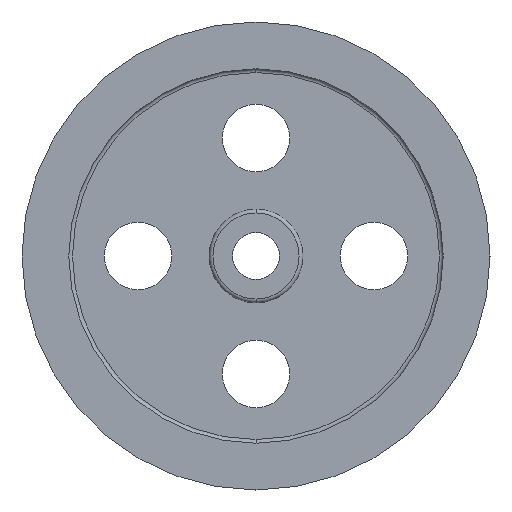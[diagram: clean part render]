
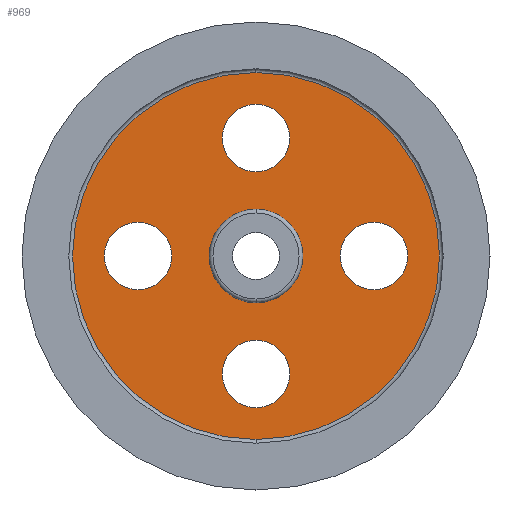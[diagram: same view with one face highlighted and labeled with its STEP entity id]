
A CAD part, left-side view. The second image highlights one B-rep face of the part: STEP entity #969.
In plain terms, the highlighted planar face has unit normal (-1, 0, 0).
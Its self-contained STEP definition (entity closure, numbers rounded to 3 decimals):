
#10 = CARTESIAN_POINT ( 'NONE',  ( -13., 0., -25. ) ) ;
#30 = CARTESIAN_POINT ( 'NONE',  ( -13., 63., 0. ) ) ;
#32 = AXIS2_PLACEMENT_3D ( 'NONE', #828, #596, #1586 ) ;
#35 = CARTESIAN_POINT ( 'NONE',  ( -13., -63., 18. ) ) ;
#50 = FACE_BOUND ( 'NONE', #816, .T. ) ;
#57 = CARTESIAN_POINT ( 'NONE',  ( -13., 0., 0. ) ) ;
#76 = EDGE_CURVE ( 'NONE', #572, #1108, #981, .T. ) ;
#110 = CIRCLE ( 'NONE', #1035, 98. ) ;
#122 = EDGE_CURVE ( 'NONE', #714, #1170, #824, .T. ) ;
#132 = DIRECTION ( 'NONE',  ( -1., 0., 0. ) ) ;
#155 = AXIS2_PLACEMENT_3D ( 'NONE', #30, #423, #409 ) ;
#206 = EDGE_LOOP ( 'NONE', ( #1196, #445 ) ) ;
#217 = FACE_BOUND ( 'NONE', #947, .T. ) ;
#231 = DIRECTION ( 'NONE',  ( 0., 0., 1. ) ) ;
#237 = CIRCLE ( 'NONE', #829, 98. ) ;
#240 = AXIS2_PLACEMENT_3D ( 'NONE', #1403, #530, #438 ) ;
#298 = DIRECTION ( 'NONE',  ( 0., 0., -1. ) ) ;
#315 = EDGE_CURVE ( 'NONE', #350, #1429, #1086, .T. ) ;
#319 = DIRECTION ( 'NONE',  ( -1., 0., 0. ) ) ;
#337 = AXIS2_PLACEMENT_3D ( 'NONE', #416, #550, #1054 ) ;
#350 = VERTEX_POINT ( 'NONE', #658 ) ;
#351 = ORIENTED_EDGE ( 'NONE', *, *, #76, .F. ) ;
#352 = CARTESIAN_POINT ( 'NONE',  ( -13., 0., 63. ) ) ;
#366 = AXIS2_PLACEMENT_3D ( 'NONE', #352, #863, #231 ) ;
#402 = ORIENTED_EDGE ( 'NONE', *, *, #868, .T. ) ;
#405 = EDGE_CURVE ( 'NONE', #631, #532, #237, .T. ) ;
#409 = DIRECTION ( 'NONE',  ( 0., 0., 1. ) ) ;
#416 = CARTESIAN_POINT ( 'NONE',  ( -13., 0., -63. ) ) ;
#420 = CARTESIAN_POINT ( 'NONE',  ( -13., 0., 81. ) ) ;
#423 = DIRECTION ( 'NONE',  ( -1., 0., 0. ) ) ;
#438 = DIRECTION ( 'NONE',  ( 0., 0., 1. ) ) ;
#445 = ORIENTED_EDGE ( 'NONE', *, *, #754, .F. ) ;
#452 = ORIENTED_EDGE ( 'NONE', *, *, #405, .T. ) ;
#455 = DIRECTION ( 'NONE',  ( 0., 0., 1. ) ) ;
#464 = AXIS2_PLACEMENT_3D ( 'NONE', #1506, #132, #1370 ) ;
#493 = DIRECTION ( 'NONE',  ( 0., 0., -1. ) ) ;
#495 = CARTESIAN_POINT ( 'NONE',  ( -13., -63., -18. ) ) ;
#502 = DIRECTION ( 'NONE',  ( -1., 0., 0. ) ) ;
#510 = PLANE ( 'NONE',  #1051 ) ;
#513 = DIRECTION ( 'NONE',  ( 0., 0., 1. ) ) ;
#520 = CARTESIAN_POINT ( 'NONE',  ( -13., 0., -98. ) ) ;
#530 = DIRECTION ( 'NONE',  ( -1., 0., 0. ) ) ;
#532 = VERTEX_POINT ( 'NONE', #520 ) ;
#550 = DIRECTION ( 'NONE',  ( -1., 0., 0. ) ) ;
#551 = CIRCLE ( 'NONE', #1464, 18. ) ;
#572 = VERTEX_POINT ( 'NONE', #10 ) ;
#596 = DIRECTION ( 'NONE',  ( -1., 0., 0. ) ) ;
#597 = CIRCLE ( 'NONE', #464, 25. ) ;
#631 = VERTEX_POINT ( 'NONE', #1546 ) ;
#638 = ORIENTED_EDGE ( 'NONE', *, *, #1309, .F. ) ;
#649 = DIRECTION ( 'NONE',  ( 0., 0., 1. ) ) ;
#651 = ORIENTED_EDGE ( 'NONE', *, *, #122, .F. ) ;
#655 = CARTESIAN_POINT ( 'NONE',  ( -13., 63., -18. ) ) ;
#658 = CARTESIAN_POINT ( 'NONE',  ( -13., 0., 45. ) ) ;
#684 = DIRECTION ( 'NONE',  ( -1., 0., 0. ) ) ;
#708 = EDGE_CURVE ( 'NONE', #1429, #350, #955, .T. ) ;
#714 = VERTEX_POINT ( 'NONE', #35 ) ;
#754 = EDGE_CURVE ( 'NONE', #1379, #966, #876, .T. ) ;
#759 = EDGE_LOOP ( 'NONE', ( #1361, #1235 ) ) ;
#763 = CARTESIAN_POINT ( 'NONE',  ( -13., -63., 0. ) ) ;
#768 = DIRECTION ( 'NONE',  ( 0., 0., -1. ) ) ;
#791 = CARTESIAN_POINT ( 'NONE',  ( -13., 0., -81. ) ) ;
#816 = EDGE_LOOP ( 'NONE', ( #1577, #903 ) ) ;
#824 = CIRCLE ( 'NONE', #1057, 18. ) ;
#828 = CARTESIAN_POINT ( 'NONE',  ( -13., 0., 0. ) ) ;
#829 = AXIS2_PLACEMENT_3D ( 'NONE', #57, #684, #298 ) ;
#831 = CARTESIAN_POINT ( 'NONE',  ( -13., 0., -45. ) ) ;
#847 = CARTESIAN_POINT ( 'NONE',  ( -13., -63., 0. ) ) ;
#863 = DIRECTION ( 'NONE',  ( -1., 0., 0. ) ) ;
#868 = EDGE_CURVE ( 'NONE', #532, #631, #110, .T. ) ;
#876 = CIRCLE ( 'NONE', #1063, 18. ) ;
#903 = ORIENTED_EDGE ( 'NONE', *, *, #1064, .F. ) ;
#928 = CARTESIAN_POINT ( 'NONE',  ( -13., 63., 0. ) ) ;
#947 = EDGE_LOOP ( 'NONE', ( #651, #638 ) ) ;
#955 = CIRCLE ( 'NONE', #240, 18. ) ;
#956 = FACE_OUTER_BOUND ( 'NONE', #1062, .T. ) ;
#966 = VERTEX_POINT ( 'NONE', #831 ) ;
#969 = ADVANCED_FACE ( 'NONE', ( #956, #50, #1461, #217, #1607, #1390 ), #510, .F. ) ;
#981 = CIRCLE ( 'NONE', #32, 25. ) ;
#1035 = AXIS2_PLACEMENT_3D ( 'NONE', #1202, #1073, #493 ) ;
#1043 = EDGE_LOOP ( 'NONE', ( #1507, #351 ) ) ;
#1051 = AXIS2_PLACEMENT_3D ( 'NONE', #1381, #1501, #768 ) ;
#1054 = DIRECTION ( 'NONE',  ( 0., 0., 1. ) ) ;
#1057 = AXIS2_PLACEMENT_3D ( 'NONE', #847, #319, #1473 ) ;
#1062 = EDGE_LOOP ( 'NONE', ( #402, #452 ) ) ;
#1063 = AXIS2_PLACEMENT_3D ( 'NONE', #1574, #1090, #455 ) ;
#1064 = EDGE_CURVE ( 'NONE', #1604, #1349, #1596, .T. ) ;
#1073 = DIRECTION ( 'NONE',  ( -1., 0., 0. ) ) ;
#1086 = CIRCLE ( 'NONE', #366, 18. ) ;
#1090 = DIRECTION ( 'NONE',  ( -1., 0., 0. ) ) ;
#1102 = CIRCLE ( 'NONE', #337, 18. ) ;
#1108 = VERTEX_POINT ( 'NONE', #1544 ) ;
#1111 = EDGE_CURVE ( 'NONE', #966, #1379, #1102, .T. ) ;
#1119 = EDGE_CURVE ( 'NONE', #1349, #1604, #551, .T. ) ;
#1170 = VERTEX_POINT ( 'NONE', #495 ) ;
#1196 = ORIENTED_EDGE ( 'NONE', *, *, #1111, .F. ) ;
#1202 = CARTESIAN_POINT ( 'NONE',  ( -13., 0., 0. ) ) ;
#1235 = ORIENTED_EDGE ( 'NONE', *, *, #315, .F. ) ;
#1296 = CIRCLE ( 'NONE', #1395, 18. ) ;
#1309 = EDGE_CURVE ( 'NONE', #1170, #714, #1296, .T. ) ;
#1349 = VERTEX_POINT ( 'NONE', #1369 ) ;
#1361 = ORIENTED_EDGE ( 'NONE', *, *, #708, .F. ) ;
#1369 = CARTESIAN_POINT ( 'NONE',  ( -13., 63., 18. ) ) ;
#1370 = DIRECTION ( 'NONE',  ( 0., 0., 1. ) ) ;
#1379 = VERTEX_POINT ( 'NONE', #791 ) ;
#1381 = CARTESIAN_POINT ( 'NONE',  ( -13., 25., 0. ) ) ;
#1390 = FACE_BOUND ( 'NONE', #1043, .T. ) ;
#1395 = AXIS2_PLACEMENT_3D ( 'NONE', #763, #502, #513 ) ;
#1403 = CARTESIAN_POINT ( 'NONE',  ( -13., 0., 63. ) ) ;
#1427 = DIRECTION ( 'NONE',  ( -1., 0., 0. ) ) ;
#1429 = VERTEX_POINT ( 'NONE', #420 ) ;
#1461 = FACE_BOUND ( 'NONE', #759, .T. ) ;
#1464 = AXIS2_PLACEMENT_3D ( 'NONE', #928, #1427, #649 ) ;
#1473 = DIRECTION ( 'NONE',  ( 0., 0., 1. ) ) ;
#1501 = DIRECTION ( 'NONE',  ( 1., 0., 0. ) ) ;
#1506 = CARTESIAN_POINT ( 'NONE',  ( -13., 0., 0. ) ) ;
#1507 = ORIENTED_EDGE ( 'NONE', *, *, #1585, .F. ) ;
#1544 = CARTESIAN_POINT ( 'NONE',  ( -13., 0., 25. ) ) ;
#1546 = CARTESIAN_POINT ( 'NONE',  ( -13., 0., 98. ) ) ;
#1574 = CARTESIAN_POINT ( 'NONE',  ( -13., 0., -63. ) ) ;
#1577 = ORIENTED_EDGE ( 'NONE', *, *, #1119, .F. ) ;
#1585 = EDGE_CURVE ( 'NONE', #1108, #572, #597, .T. ) ;
#1586 = DIRECTION ( 'NONE',  ( 0., 0., 1. ) ) ;
#1596 = CIRCLE ( 'NONE', #155, 18. ) ;
#1604 = VERTEX_POINT ( 'NONE', #655 ) ;
#1607 = FACE_BOUND ( 'NONE', #206, .T. ) ;
